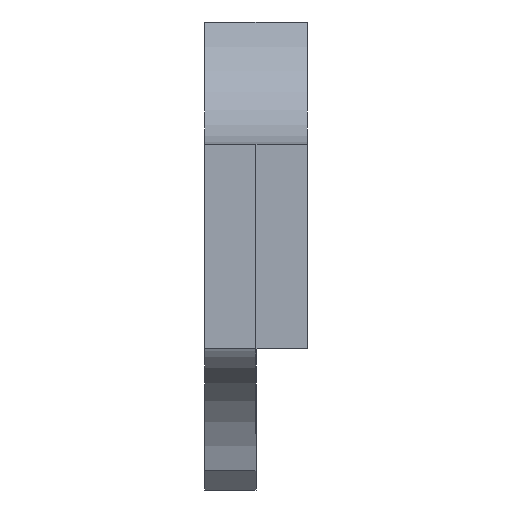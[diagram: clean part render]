
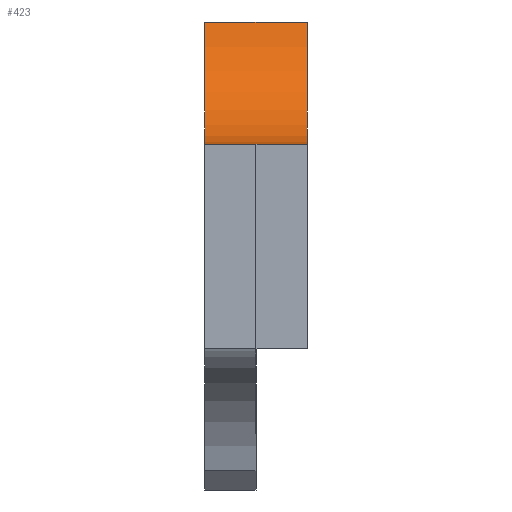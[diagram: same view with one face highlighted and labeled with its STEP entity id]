
A CAD part, left-side view. The second image highlights one B-rep face of the part: STEP entity #423.
In plain terms, the highlighted cylindrical face has radius 15 mm (diameter 30 mm), a partial arc.
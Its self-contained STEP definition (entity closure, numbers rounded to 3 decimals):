
#41 = CARTESIAN_POINT ( 'NONE',  ( -22., 10., 16.8 ) ) ;
#48 = DIRECTION ( 'NONE',  ( 0., -1., 0. ) ) ;
#126 = LINE ( 'NONE', #481, #920 ) ;
#173 = CARTESIAN_POINT ( 'NONE',  ( -36.697, 10., 19.8 ) ) ;
#257 = ORIENTED_EDGE ( 'NONE', *, *, #1102, .F. ) ;
#291 = DIRECTION ( 'NONE',  ( 0., 0., 1. ) ) ;
#417 = VECTOR ( 'NONE', #48, 1000. ) ;
#423 = ADVANCED_FACE ( 'NONE', ( #1498 ), #762, .F. ) ;
#439 = DIRECTION ( 'NONE',  ( 0., 1., 0. ) ) ;
#481 = CARTESIAN_POINT ( 'NONE',  ( -36.697, 10., 4.8 ) ) ;
#495 = DIRECTION ( 'NONE',  ( 0., 1., 0. ) ) ;
#501 = AXIS2_PLACEMENT_3D ( 'NONE', #1423, #439, #291 ) ;
#605 = VERTEX_POINT ( 'NONE', #829 ) ;
#614 = AXIS2_PLACEMENT_3D ( 'NONE', #621, #495, #997 ) ;
#621 = CARTESIAN_POINT ( 'NONE',  ( -36.697, 10., 19.8 ) ) ;
#701 = ORIENTED_EDGE ( 'NONE', *, *, #802, .F. ) ;
#739 = VERTEX_POINT ( 'NONE', #1586 ) ;
#762 = CYLINDRICAL_SURFACE ( 'NONE', #614, 15. ) ;
#768 = CIRCLE ( 'NONE', #1553, 15. ) ;
#800 = LINE ( 'NONE', #41, #417 ) ;
#802 = EDGE_CURVE ( 'NONE', #1530, #605, #1341, .T. ) ;
#807 = EDGE_CURVE ( 'NONE', #1445, #1530, #800, .T. ) ;
#829 = CARTESIAN_POINT ( 'NONE',  ( -36.697, 0., 4.8 ) ) ;
#920 = VECTOR ( 'NONE', #1630, 1000. ) ;
#975 = CARTESIAN_POINT ( 'NONE',  ( -22., 0., 16.8 ) ) ;
#997 = DIRECTION ( 'NONE',  ( 0., 0., 1. ) ) ;
#1046 = EDGE_LOOP ( 'NONE', ( #1410, #257, #701, #1497 ) ) ;
#1102 = EDGE_CURVE ( 'NONE', #605, #739, #126, .T. ) ;
#1235 = EDGE_CURVE ( 'NONE', #739, #1445, #768, .T. ) ;
#1341 = CIRCLE ( 'NONE', #501, 15. ) ;
#1400 = DIRECTION ( 'NONE',  ( 0., 0., 1. ) ) ;
#1410 = ORIENTED_EDGE ( 'NONE', *, *, #1235, .F. ) ;
#1423 = CARTESIAN_POINT ( 'NONE',  ( -36.697, 0., 19.8 ) ) ;
#1445 = VERTEX_POINT ( 'NONE', #1449 ) ;
#1449 = CARTESIAN_POINT ( 'NONE',  ( -22., 10., 16.8 ) ) ;
#1497 = ORIENTED_EDGE ( 'NONE', *, *, #807, .F. ) ;
#1498 = FACE_OUTER_BOUND ( 'NONE', #1046, .T. ) ;
#1530 = VERTEX_POINT ( 'NONE', #975 ) ;
#1533 = DIRECTION ( 'NONE',  ( 0., -1., 0. ) ) ;
#1553 = AXIS2_PLACEMENT_3D ( 'NONE', #173, #1533, #1400 ) ;
#1586 = CARTESIAN_POINT ( 'NONE',  ( -36.697, 10., 4.8 ) ) ;
#1630 = DIRECTION ( 'NONE',  ( 0., 1., 0. ) ) ;
